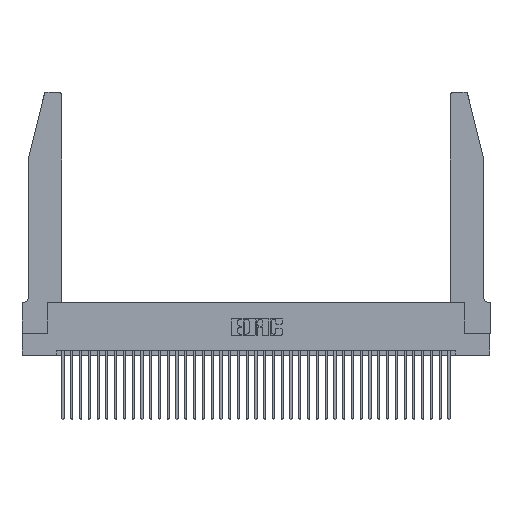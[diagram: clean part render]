
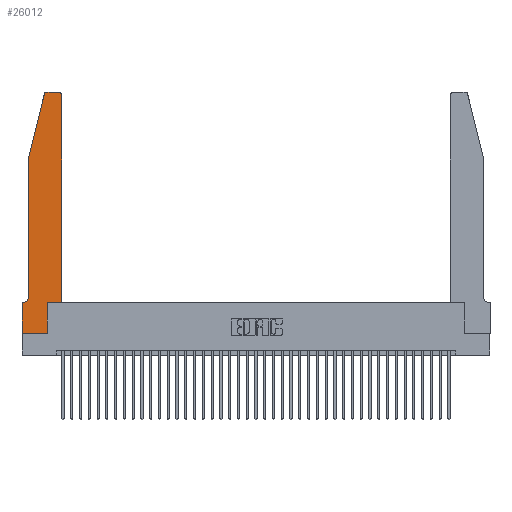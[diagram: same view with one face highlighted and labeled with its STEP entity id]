
A CAD part, top view. The second image highlights one B-rep face of the part: STEP entity #26012.
In plain terms, the highlighted planar face has unit normal (0, 0, 1).
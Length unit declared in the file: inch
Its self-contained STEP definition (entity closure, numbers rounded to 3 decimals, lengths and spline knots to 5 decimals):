
#67 = CARTESIAN_POINT ( 'NONE',  ( 0.2865, 0., 0.37 ) ) ;
#151 = CARTESIAN_POINT ( 'NONE',  ( 0.2605, 2.75, 0.37 ) ) ;
#279 = CARTESIAN_POINT ( 'NONE',  ( 0.0055, 0.35, 0.37 ) ) ;
#873 = ORIENTED_EDGE ( 'NONE', *, *, #28097, .T. ) ;
#1585 = DIRECTION ( 'NONE',  ( -1., 0., 0. ) ) ;
#1615 = DIRECTION ( 'NONE',  ( 1., 0., 0. ) ) ;
#2609 = CIRCLE ( 'NONE', #21131, 0.03 ) ;
#2852 = VECTOR ( 'NONE', #3289, 39.37008 ) ;
#3014 = CARTESIAN_POINT ( 'NONE',  ( 0.2865, 0.35, 0.37 ) ) ;
#3046 = CIRCLE ( 'NONE', #34923, 0.03 ) ;
#3209 = LINE ( 'NONE', #13239, #13272 ) ;
#3289 = DIRECTION ( 'NONE',  ( -1., 0., 0. ) ) ;
#3657 = EDGE_CURVE ( 'NONE', #19713, #31706, #9629, .T. ) ;
#4018 = ORIENTED_EDGE ( 'NONE', *, *, #8221, .T. ) ;
#5509 = DIRECTION ( 'NONE',  ( 0., 1., 0. ) ) ;
#5701 = CARTESIAN_POINT ( 'NONE',  ( 0.4505, 0.35, 0.37 ) ) ;
#5754 = CARTESIAN_POINT ( 'NONE',  ( 0.4505, 0.35, 0.37 ) ) ;
#5949 = VERTEX_POINT ( 'NONE', #24770 ) ;
#6163 = VECTOR ( 'NONE', #30222, 39.37008 ) ;
#6423 = CARTESIAN_POINT ( 'NONE',  ( 0.0055, 0.42, 0.37 ) ) ;
#6860 = LINE ( 'NONE', #9816, #18810 ) ;
#7906 = AXIS2_PLACEMENT_3D ( 'NONE', #6423, #15381, #36809 ) ;
#8221 = EDGE_CURVE ( 'NONE', #31706, #24978, #3209, .T. ) ;
#9629 = CIRCLE ( 'NONE', #7906, 0.07 ) ;
#9816 = CARTESIAN_POINT ( 'NONE',  ( 0.0755, 2., 0.37 ) ) ;
#10010 = LINE ( 'NONE', #30165, #36366 ) ;
#10485 = VECTOR ( 'NONE', #31459, 39.37008 ) ;
#10669 = CARTESIAN_POINT ( 'NONE',  ( 0.0755, 0.42, 0.37 ) ) ;
#10924 = DIRECTION ( 'NONE',  ( 1., 0., 0. ) ) ;
#10986 = CARTESIAN_POINT ( 'NONE',  ( 0., 0., 0.37 ) ) ;
#11040 = EDGE_CURVE ( 'NONE', #15368, #19713, #6860, .T. ) ;
#11511 = EDGE_CURVE ( 'NONE', #24978, #14143, #37980, .T. ) ;
#11679 = DIRECTION ( 'NONE',  ( 1., 0., 0. ) ) ;
#12259 = DIRECTION ( 'NONE',  ( 1., 0., 0. ) ) ;
#13239 = CARTESIAN_POINT ( 'NONE',  ( 0.0755, 0.35, 0.37 ) ) ;
#13272 = VECTOR ( 'NONE', #1585, 39.37008 ) ;
#13835 = EDGE_CURVE ( 'NONE', #16181, #15368, #29172, .T. ) ;
#14109 = CARTESIAN_POINT ( 'NONE',  ( 0.4205, 2.72, 0.37 ) ) ;
#14143 = VERTEX_POINT ( 'NONE', #36492 ) ;
#14278 = LINE ( 'NONE', #151, #2852 ) ;
#14412 = EDGE_CURVE ( 'NONE', #35644, #24483, #22980, .T. ) ;
#14766 = ORIENTED_EDGE ( 'NONE', *, *, #11040, .T. ) ;
#15368 = VERTEX_POINT ( 'NONE', #21134 ) ;
#15381 = DIRECTION ( 'NONE',  ( 0., 0., -1. ) ) ;
#16181 = VERTEX_POINT ( 'NONE', #25233 ) ;
#16589 = PLANE ( 'NONE',  #28565 ) ;
#16675 = LINE ( 'NONE', #38795, #23938 ) ;
#17012 = ORIENTED_EDGE ( 'NONE', *, *, #21138, .T. ) ;
#17389 = EDGE_CURVE ( 'NONE', #5949, #29971, #2609, .T. ) ;
#17703 = CARTESIAN_POINT ( 'NONE',  ( 0., 0.35, 0.37 ) ) ;
#18123 = DIRECTION ( 'NONE',  ( 0., 0., 1. ) ) ;
#18163 = LINE ( 'NONE', #25642, #39264 ) ;
#18810 = VECTOR ( 'NONE', #22145, 39.37008 ) ;
#19355 = CARTESIAN_POINT ( 'NONE',  ( 0.284, 2.75, 0.37 ) ) ;
#19713 = VERTEX_POINT ( 'NONE', #10669 ) ;
#19950 = ORIENTED_EDGE ( 'NONE', *, *, #11511, .T. ) ;
#20666 = DIRECTION ( 'NONE',  ( 0., 1., 0. ) ) ;
#21119 = EDGE_CURVE ( 'NONE', #14143, #32997, #18163, .T. ) ;
#21131 = AXIS2_PLACEMENT_3D ( 'NONE', #14109, #38648, #10924 ) ;
#21134 = CARTESIAN_POINT ( 'NONE',  ( 0.0755, 2., 0.37 ) ) ;
#21138 = EDGE_CURVE ( 'NONE', #24483, #5949, #10010, .T. ) ;
#22131 = FACE_OUTER_BOUND ( 'NONE', #24352, .T. ) ;
#22145 = DIRECTION ( 'NONE',  ( 0., -1., 0. ) ) ;
#22980 = LINE ( 'NONE', #5701, #6163 ) ;
#23938 = VECTOR ( 'NONE', #20666, 39.37008 ) ;
#24352 = EDGE_LOOP ( 'NONE', ( #873, #32311, #38582, #14766, #25705, #4018, #19950, #36422, #24679, #24358, #17012, #30808 ) ) ;
#24358 = ORIENTED_EDGE ( 'NONE', *, *, #14412, .T. ) ;
#24483 = VERTEX_POINT ( 'NONE', #5754 ) ;
#24679 = ORIENTED_EDGE ( 'NONE', *, *, #27533, .T. ) ;
#24770 = CARTESIAN_POINT ( 'NONE',  ( 0.4505, 2.72, 0.37 ) ) ;
#24978 = VERTEX_POINT ( 'NONE', #17703 ) ;
#25233 = CARTESIAN_POINT ( 'NONE',  ( 0.25487, 2.72718, 0.37 ) ) ;
#25642 = CARTESIAN_POINT ( 'NONE',  ( 0., 0., 0.37 ) ) ;
#25705 = ORIENTED_EDGE ( 'NONE', *, *, #3657, .T. ) ;
#26012 = ADVANCED_FACE ( 'NONE', ( #22131 ), #16589, .T. ) ;
#26558 = CARTESIAN_POINT ( 'NONE',  ( 0., 0.35, 0.37 ) ) ;
#27479 = VECTOR ( 'NONE', #29088, 39.37008 ) ;
#27533 = EDGE_CURVE ( 'NONE', #32997, #35644, #16675, .T. ) ;
#28097 = EDGE_CURVE ( 'NONE', #29971, #31117, #14278, .T. ) ;
#28565 = AXIS2_PLACEMENT_3D ( 'NONE', #26558, #39357, #11679 ) ;
#29088 = DIRECTION ( 'NONE',  ( 0., -1., 0. ) ) ;
#29172 = LINE ( 'NONE', #37359, #10485 ) ;
#29843 = CARTESIAN_POINT ( 'NONE',  ( 0.4205, 2.75, 0.37 ) ) ;
#29971 = VERTEX_POINT ( 'NONE', #29843 ) ;
#30165 = CARTESIAN_POINT ( 'NONE',  ( 0.4505, 0.35, 0.37 ) ) ;
#30222 = DIRECTION ( 'NONE',  ( 1., 0., 0. ) ) ;
#30385 = CARTESIAN_POINT ( 'NONE',  ( 0.284, 2.72, 0.37 ) ) ;
#30808 = ORIENTED_EDGE ( 'NONE', *, *, #17389, .T. ) ;
#31117 = VERTEX_POINT ( 'NONE', #19355 ) ;
#31459 = DIRECTION ( 'NONE',  ( -0.239, -0.971, 0. ) ) ;
#31474 = EDGE_CURVE ( 'NONE', #31117, #16181, #3046, .T. ) ;
#31706 = VERTEX_POINT ( 'NONE', #279 ) ;
#32311 = ORIENTED_EDGE ( 'NONE', *, *, #31474, .T. ) ;
#32997 = VERTEX_POINT ( 'NONE', #67 ) ;
#34923 = AXIS2_PLACEMENT_3D ( 'NONE', #30385, #18123, #12259 ) ;
#35644 = VERTEX_POINT ( 'NONE', #3014 ) ;
#36366 = VECTOR ( 'NONE', #5509, 39.37008 ) ;
#36422 = ORIENTED_EDGE ( 'NONE', *, *, #21119, .T. ) ;
#36492 = CARTESIAN_POINT ( 'NONE',  ( 0., 0., 0.37 ) ) ;
#36809 = DIRECTION ( 'NONE',  ( -1., 0., 0. ) ) ;
#37359 = CARTESIAN_POINT ( 'NONE',  ( 0.0755, 2., 0.37 ) ) ;
#37980 = LINE ( 'NONE', #10986, #27479 ) ;
#38582 = ORIENTED_EDGE ( 'NONE', *, *, #13835, .T. ) ;
#38648 = DIRECTION ( 'NONE',  ( 0., 0., 1. ) ) ;
#38795 = CARTESIAN_POINT ( 'NONE',  ( 0.2865, 0.35, 0.37 ) ) ;
#39264 = VECTOR ( 'NONE', #1615, 39.37008 ) ;
#39357 = DIRECTION ( 'NONE',  ( 0., 0., 1. ) ) ;
